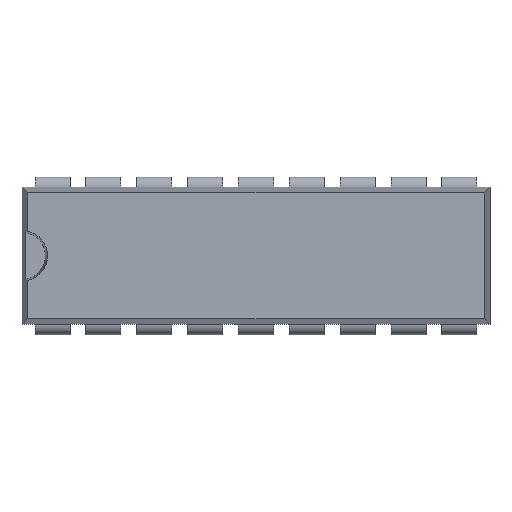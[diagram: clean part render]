
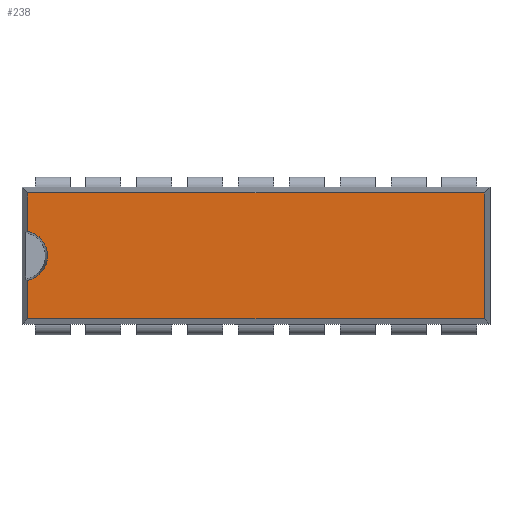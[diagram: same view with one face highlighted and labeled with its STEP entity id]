
A CAD part, top view. The second image highlights one B-rep face of the part: STEP entity #238.
In plain terms, the highlighted planar face has unit normal (0, 0, 1).
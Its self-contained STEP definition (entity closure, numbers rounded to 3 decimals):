
#238=ADVANCED_FACE('',(#4128),#4130,.T.);
#4128=FACE_BOUND('',#4129,.T.);
#4129=EDGE_LOOP('',(#7012,#7013,#7014,#7015,#7016,#7017));
#4130=PLANE('',#4131);
#4131=AXIS2_PLACEMENT_3D('',#4132,#4133,#4134);
#4132=CARTESIAN_POINT('',(0.,0.,5.33));
#4133=DIRECTION('',(0.,0.,1.));
#4134=DIRECTION('',(1.,0.,0.));
#7012=ORIENTED_EDGE('',*,*,#8952,.T.);
#7013=ORIENTED_EDGE('',*,*,#8953,.T.);
#7014=ORIENTED_EDGE('',*,*,#8954,.T.);
#7015=ORIENTED_EDGE('',*,*,#8955,.T.);
#7016=ORIENTED_EDGE('',*,*,#8956,.T.);
#7017=ORIENTED_EDGE('',*,*,#8957,.T.);
#8952=EDGE_CURVE('',#9922,#9923,#9924,.F.);
#8953=EDGE_CURVE('',#9923,#9925,#9926,.T.);
#8954=EDGE_CURVE('',#9925,#9927,#9928,.T.);
#8955=EDGE_CURVE('',#9927,#9929,#9930,.T.);
#8956=EDGE_CURVE('',#9929,#9931,#9932,.T.);
#8957=EDGE_CURVE('',#9931,#9922,#9933,.T.);
#9922=VERTEX_POINT('',#11488);
#9923=VERTEX_POINT('',#11489);
#9924=CIRCLE('',#11490,1.27);
#9925=VERTEX_POINT('',#11494);
#9926=LINE('',#11495,#11496);
#9927=VERTEX_POINT('',#11498);
#9928=LINE('',#11499,#11500);
#9929=VERTEX_POINT('',#11502);
#9930=LINE('',#11503,#11504);
#9931=VERTEX_POINT('',#11506);
#9932=LINE('',#11507,#11508);
#9933=LINE('',#11510,#11511);
#11488=CARTESIAN_POINT('',(-1.236,5.047,5.33));
#11489=CARTESIAN_POINT('',(-1.236,2.573,5.33));
#11490=AXIS2_PLACEMENT_3D('',#11491,#11492,#11493);
#11491=CARTESIAN_POINT('',(-1.525,3.81,5.33));
#11492=DIRECTION('',(0.,0.,1.));
#11493=DIRECTION('',(0.227,-0.974,0.));
#11494=CARTESIAN_POINT('',(-1.236,0.674,5.33));
#11495=CARTESIAN_POINT('',(-1.236,2.573,5.33));
#11496=VECTOR('',#11497,1.);
#11497=DIRECTION('',(0.,-1.,0.));
#11498=CARTESIAN_POINT('',(21.556,0.674,5.33));
#11499=CARTESIAN_POINT('',(-1.236,0.674,5.33));
#11500=VECTOR('',#11501,1.);
#11501=DIRECTION('',(1.,0.,0.));
#11502=CARTESIAN_POINT('',(21.556,6.946,5.33));
#11503=CARTESIAN_POINT('',(21.556,0.674,5.33));
#11504=VECTOR('',#11505,1.);
#11505=DIRECTION('',(0.,1.,0.));
#11506=CARTESIAN_POINT('',(-1.236,6.946,5.33));
#11507=CARTESIAN_POINT('',(21.556,6.946,5.33));
#11508=VECTOR('',#11509,1.);
#11509=DIRECTION('',(-1.,0.,0.));
#11510=CARTESIAN_POINT('',(-1.236,6.946,5.33));
#11511=VECTOR('',#11512,1.);
#11512=DIRECTION('',(0.,-1.,0.));
